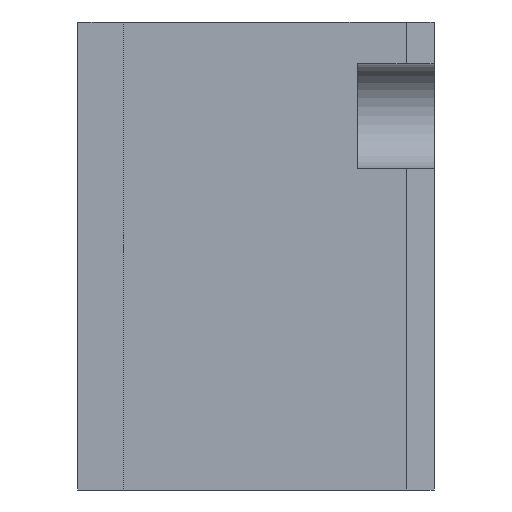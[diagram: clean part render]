
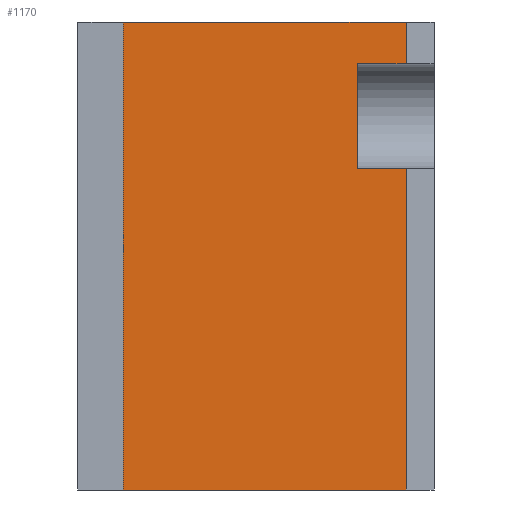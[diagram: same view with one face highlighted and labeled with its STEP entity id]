
A CAD part, left-side view. The second image highlights one B-rep face of the part: STEP entity #1170.
In plain terms, the highlighted planar face has unit normal (-1, 0, 0).
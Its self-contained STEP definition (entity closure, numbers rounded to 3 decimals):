
#152=FACE_OUTER_BOUND('',#228,.T.);
#228=EDGE_LOOP('',(#895,#896,#897,#898,#899,#900,#901,#902));
#300=LINE('',#1833,#405);
#325=LINE('',#1888,#430);
#330=LINE('',#1897,#435);
#337=LINE('',#2007,#442);
#338=LINE('',#2009,#443);
#339=LINE('',#2011,#444);
#340=LINE('',#2013,#445);
#341=LINE('',#2014,#446);
#405=VECTOR('',#1463,10.);
#430=VECTOR('',#1502,10.);
#435=VECTOR('',#1511,10.);
#442=VECTOR('',#1550,10.);
#443=VECTOR('',#1553,10.);
#444=VECTOR('',#1554,10.);
#445=VECTOR('',#1555,10.);
#446=VECTOR('',#1556,10.);
#513=VERTEX_POINT('',#1830);
#514=VERTEX_POINT('',#1832);
#536=VERTEX_POINT('',#1885);
#537=VERTEX_POINT('',#1887);
#539=VERTEX_POINT('',#1895);
#550=VERTEX_POINT('',#2005);
#551=VERTEX_POINT('',#2010);
#552=VERTEX_POINT('',#2012);
#629=EDGE_CURVE('',#514,#513,#300,.T.);
#658=EDGE_CURVE('',#537,#536,#325,.T.);
#663=EDGE_CURVE('',#513,#539,#330,.T.);
#681=EDGE_CURVE('',#550,#537,#337,.T.);
#682=EDGE_CURVE('',#536,#514,#338,.T.);
#683=EDGE_CURVE('',#539,#551,#339,.T.);
#684=EDGE_CURVE('',#551,#552,#340,.T.);
#685=EDGE_CURVE('',#552,#550,#341,.T.);
#895=ORIENTED_EDGE('',*,*,#682,.T.);
#896=ORIENTED_EDGE('',*,*,#629,.T.);
#897=ORIENTED_EDGE('',*,*,#663,.T.);
#898=ORIENTED_EDGE('',*,*,#683,.T.);
#899=ORIENTED_EDGE('',*,*,#684,.T.);
#900=ORIENTED_EDGE('',*,*,#685,.T.);
#901=ORIENTED_EDGE('',*,*,#681,.T.);
#902=ORIENTED_EDGE('',*,*,#658,.T.);
#1120=PLANE('',#1323);
#1170=ADVANCED_FACE('',(#152),#1120,.T.);
#1323=AXIS2_PLACEMENT_3D('',#2008,#1551,#1552);
#1463=DIRECTION('',(0.,-1.,0.));
#1502=DIRECTION('',(0.,1.,0.));
#1511=DIRECTION('',(0.,0.,1.));
#1550=DIRECTION('',(0.,0.,1.));
#1551=DIRECTION('center_axis',(-1.,0.,0.));
#1552=DIRECTION('ref_axis',(0.,0.,1.));
#1553=DIRECTION('',(0.,0.,-1.));
#1554=DIRECTION('',(0.,1.,0.));
#1555=DIRECTION('',(0.,0.,1.));
#1556=DIRECTION('',(0.,-1.,0.));
#1830=CARTESIAN_POINT('',(-38.5,-21.5,-33.5));
#1832=CARTESIAN_POINT('',(-38.5,19.,-33.5));
#1833=CARTESIAN_POINT('',(-38.5,-25.5,-33.5));
#1885=CARTESIAN_POINT('',(-38.5,19.,33.5));
#1887=CARTESIAN_POINT('',(-38.5,-21.5,33.5));
#1888=CARTESIAN_POINT('',(-38.5,-25.5,33.5));
#1895=CARTESIAN_POINT('',(-38.5,-21.5,12.5));
#1897=CARTESIAN_POINT('',(-38.5,-21.5,16.75));
#2005=CARTESIAN_POINT('',(-38.5,-21.5,27.5));
#2007=CARTESIAN_POINT('',(-38.5,-21.5,16.75));
#2008=CARTESIAN_POINT('Origin',(-38.5,-25.5,0.));
#2009=CARTESIAN_POINT('',(-38.5,19.,16.75));
#2010=CARTESIAN_POINT('',(-38.5,-14.5,12.5));
#2011=CARTESIAN_POINT('',(-38.5,-25.5,12.5));
#2012=CARTESIAN_POINT('',(-38.5,-14.5,27.5));
#2013=CARTESIAN_POINT('',(-38.5,-14.5,10.));
#2014=CARTESIAN_POINT('',(-38.5,-25.5,27.5));
